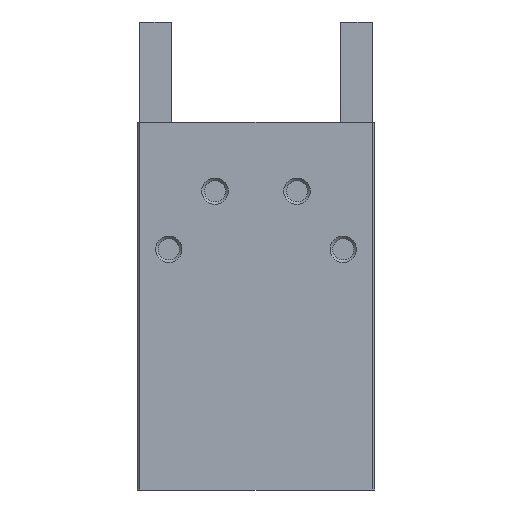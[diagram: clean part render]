
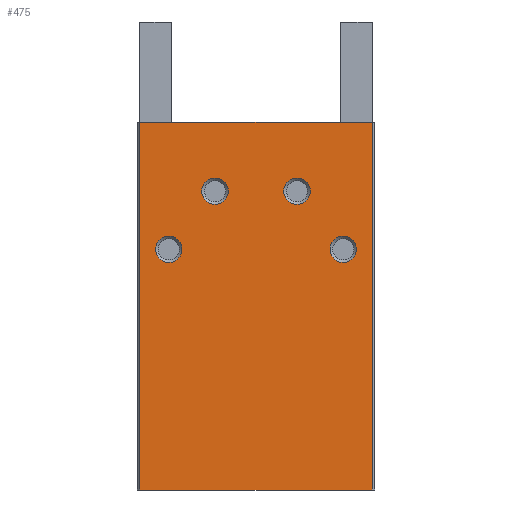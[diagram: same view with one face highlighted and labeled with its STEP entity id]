
A CAD part, left-side view. The second image highlights one B-rep face of the part: STEP entity #475.
In plain terms, the highlighted face is planar.
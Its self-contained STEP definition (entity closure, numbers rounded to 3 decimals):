
#475 = ADVANCED_FACE( '', ( #998, #999, #1000, #1001, #1002 ), #1003, .F. );
#998 = FACE_BOUND( '', #1524, .T. );
#999 = FACE_BOUND( '', #1525, .T. );
#1000 = FACE_BOUND( '', #1526, .T. );
#1001 = FACE_BOUND( '', #1527, .T. );
#1002 = FACE_OUTER_BOUND( '', #1528, .T. );
#1003 = PLANE( '', #1529 );
#1524 = EDGE_LOOP( '', ( #2679 ) );
#1525 = EDGE_LOOP( '', ( #2680 ) );
#1526 = EDGE_LOOP( '', ( #2681 ) );
#1527 = EDGE_LOOP( '', ( #2682 ) );
#1528 = EDGE_LOOP( '', ( #2683, #2684, #2685, #2686 ) );
#1529 = AXIS2_PLACEMENT_3D( '', #2687, #2688, #2689 );
#2679 = ORIENTED_EDGE( '', *, *, #3281, .F. );
#2680 = ORIENTED_EDGE( '', *, *, #3176, .F. );
#2681 = ORIENTED_EDGE( '', *, *, #3283, .F. );
#2682 = ORIENTED_EDGE( '', *, *, #3274, .F. );
#2683 = ORIENTED_EDGE( '', *, *, #3145, .T. );
#2684 = ORIENTED_EDGE( '', *, *, #3080, .T. );
#2685 = ORIENTED_EDGE( '', *, *, #3209, .F. );
#2686 = ORIENTED_EDGE( '', *, *, #3223, .F. );
#2687 = CARTESIAN_POINT( '', ( 35., 22., 13. ) );
#2688 = DIRECTION( '', ( 0., 0., -1. ) );
#2689 = DIRECTION( '', ( -1., 0., 0. ) );
#3080 = EDGE_CURVE( '', #3713, #3711, #3714, .T. );
#3145 = EDGE_CURVE( '', #3812, #3713, #3813, .T. );
#3176 = EDGE_CURVE( '', #3854, #3854, #3855, .T. );
#3209 = EDGE_CURVE( '', #3897, #3711, #3898, .T. );
#3223 = EDGE_CURVE( '', #3812, #3897, #3919, .T. );
#3274 = EDGE_CURVE( '', #3974, #3974, #3975, .T. );
#3281 = EDGE_CURVE( '', #3983, #3983, #3984, .T. );
#3283 = EDGE_CURVE( '', #3986, #3986, #3987, .T. );
#3711 = VERTEX_POINT( '', #4558 );
#3713 = VERTEX_POINT( '', #4561 );
#3714 = LINE( '', #4562, #4563 );
#3812 = VERTEX_POINT( '', #4718 );
#3813 = LINE( '', #4719, #4720 );
#3854 = VERTEX_POINT( '', #4771 );
#3855 = CIRCLE( '', #4772, 2.5 );
#3897 = VERTEX_POINT( '', #4829 );
#3898 = LINE( '', #4830, #4831 );
#3919 = LINE( '', #4857, #4858 );
#3974 = VERTEX_POINT( '', #4937 );
#3975 = CIRCLE( '', #4938, 2.5 );
#3983 = VERTEX_POINT( '', #4947 );
#3984 = CIRCLE( '', #4948, 2.5 );
#3986 = VERTEX_POINT( '', #4950 );
#3987 = CIRCLE( '', #4951, 2.5 );
#4558 = CARTESIAN_POINT( '', ( 0., -22., 13. ) );
#4561 = CARTESIAN_POINT( '', ( 0., 22., 13. ) );
#4562 = CARTESIAN_POINT( '', ( 0., 22., 13. ) );
#4563 = VECTOR( '', #5298, 1000. );
#4718 = CARTESIAN_POINT( '', ( 69.5, 22., 13. ) );
#4719 = CARTESIAN_POINT( '', ( 35., 22., 13. ) );
#4720 = VECTOR( '', #5367, 1000. );
#4771 = CARTESIAN_POINT( '', ( 15.5, 7.75, 13. ) );
#4772 = AXIS2_PLACEMENT_3D( '', #5405, #5406, #5407 );
#4829 = CARTESIAN_POINT( '', ( 69.5, -22., 13. ) );
#4830 = CARTESIAN_POINT( '', ( 35., -22., 13. ) );
#4831 = VECTOR( '', #5435, 1000. );
#4857 = CARTESIAN_POINT( '', ( 69.5, 22., 13. ) );
#4858 = VECTOR( '', #5453, 1000. );
#4937 = CARTESIAN_POINT( '', ( 26.5, -16.5, 13. ) );
#4938 = AXIS2_PLACEMENT_3D( '', #5493, #5494, #5495 );
#4947 = CARTESIAN_POINT( '', ( 15.5, -7.75, 13. ) );
#4948 = AXIS2_PLACEMENT_3D( '', #5500, #5501, #5502 );
#4950 = CARTESIAN_POINT( '', ( 26.5, 16.5, 13. ) );
#4951 = AXIS2_PLACEMENT_3D( '', #5503, #5504, #5505 );
#5298 = DIRECTION( '', ( 0., -1., 0. ) );
#5367 = DIRECTION( '', ( -1., 0., 0. ) );
#5405 = CARTESIAN_POINT( '', ( 13., 7.75, 13. ) );
#5406 = DIRECTION( '', ( 0., 0., 1. ) );
#5407 = DIRECTION( '', ( 1., 0., 0. ) );
#5435 = DIRECTION( '', ( -1., 0., 0. ) );
#5453 = DIRECTION( '', ( 0., -1., 0. ) );
#5493 = CARTESIAN_POINT( '', ( 24., -16.5, 13. ) );
#5494 = DIRECTION( '', ( 0., 0., 1. ) );
#5495 = DIRECTION( '', ( 1., 0., 0. ) );
#5500 = CARTESIAN_POINT( '', ( 13., -7.75, 13. ) );
#5501 = DIRECTION( '', ( 0., 0., 1. ) );
#5502 = DIRECTION( '', ( 1., 0., 0. ) );
#5503 = CARTESIAN_POINT( '', ( 24., 16.5, 13. ) );
#5504 = DIRECTION( '', ( 0., 0., 1. ) );
#5505 = DIRECTION( '', ( 1., 0., 0. ) );
